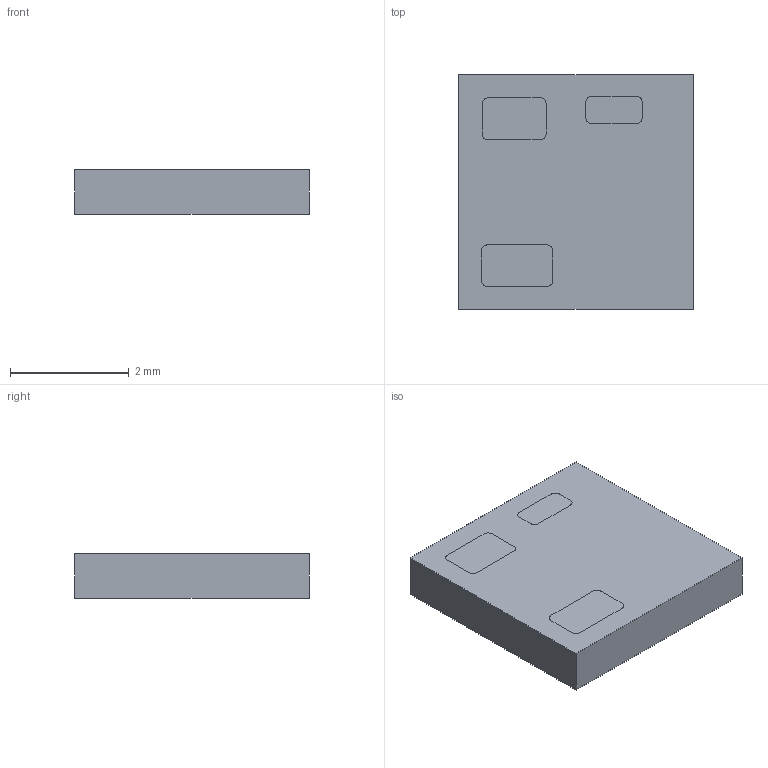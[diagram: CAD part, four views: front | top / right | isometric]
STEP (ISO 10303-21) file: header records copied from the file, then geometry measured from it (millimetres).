
FILE_DESCRIPTION(/* description */ (''),/* implementation_level */ '2;1');
FILE_NAME(/* name */ 'VCNL4010',/* time_stamp */ '2021-10-09T23:21:10-04:00',/* author */ (''),/* organization */ (''),/* preprocessor_version */ 'ST-DEVELOPER v16.5',/* originating_system */ '',/* authorisation */ '');
FILE_SCHEMA (('AUTOMOTIVE_DESIGN_CC2'));
Length unit declared in the file: millimetre
Products named in the file (1): Document
Bounding box: 3.95 x 3.95 x 0.75 mm (x, y, z)
Volume: 11.7 mm3; surface area: 49.6 mm2
Topology: 4 solids, 4 shells, 63 faces, 160 edges, 108 vertices
Faces by surface type: plane 39, cylinder 24
Entity records: 1647 total; most frequent: CARTESIAN_POINT 634, ORIENTED_EDGE 312, EDGE_CURVE 156, VERTEX_POINT 104, DIRECTION 69, EDGE_LOOP 66, AXIS2_PLACEMENT_3D 66, ADVANCED_FACE 63
